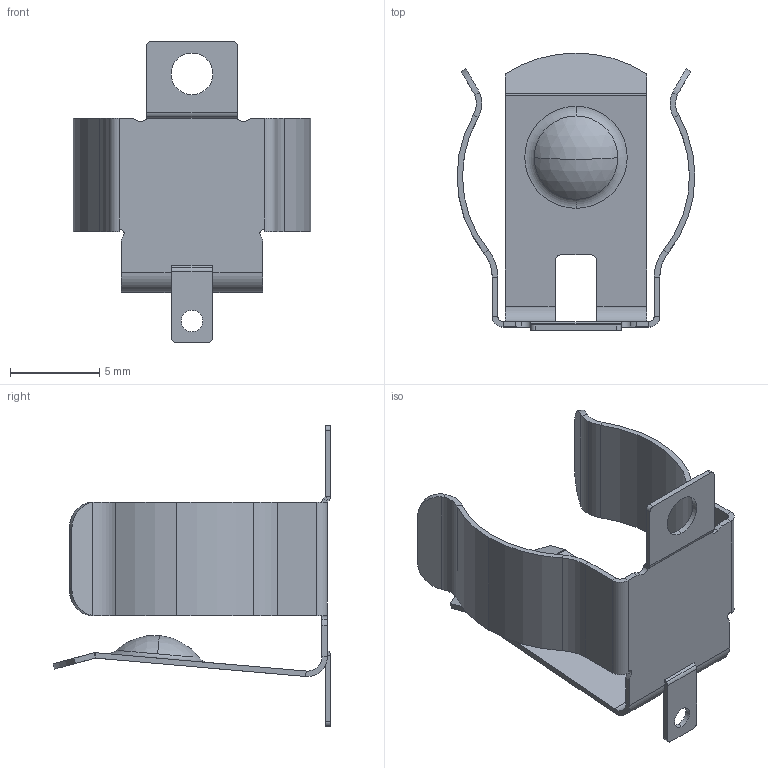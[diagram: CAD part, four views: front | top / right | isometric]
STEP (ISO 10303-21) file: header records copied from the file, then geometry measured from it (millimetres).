
FILE_DESCRIPTION (( 'STEP AP214' ), '1' );
FILE_NAME ('53_rev.B.STEP', '2009-12-17T17:06:08', ( 'Richard Maletta' ), ( '' ), 'SwSTEP 2.0', 'SolidWorks 2009', '' );
FILE_SCHEMA (( 'AUTOMOTIVE_DESIGN' ));
Length unit declared in the file: inch
Products named in the file (1): 53_rev.B
Bounding box: 13.31 x 15.54 x 16.83 mm (x, y, z)
Volume: 123.2 mm3; surface area: 858.9 mm2
Topology: 1 solids, 1 shells, 145 faces, 343 edges, 200 vertices
Faces by surface type: plane 81, cylinder 56, sphere 4, torus 4
Entity records: 4157 total; most frequent: DIRECTION 751, CARTESIAN_POINT 725, ORIENTED_EDGE 686, EDGE_CURVE 343, AXIS2_PLACEMENT_3D 274, VECTOR 203, LINE 203, VERTEX_POINT 200
